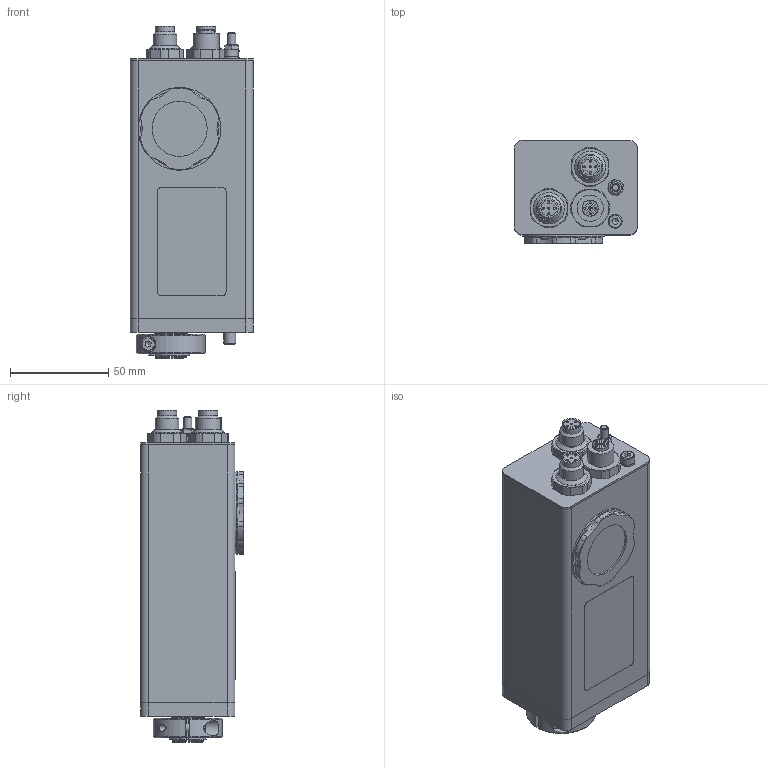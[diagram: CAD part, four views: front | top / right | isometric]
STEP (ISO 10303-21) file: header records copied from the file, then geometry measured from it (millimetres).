
FILE_DESCRIPTION(/* description */ ('Grundgestell PSW31x-14/33x-14'),/* implementation_level */ '2;1');
FILE_NAME(/* name */ 'PSW31x33x-14.stp',/* time_stamp */ '2015-08-25T14:42:38+02:00',/* author */ ('nwolf'),/* organization */ (''),/* preprocessor_version */ 'ST-DEVELOPER v15.6',/* originating_system */ 'Autodesk Inventor 2015',/* authorisation */ '');
FILE_SCHEMA (('AUTOMOTIVE_DESIGN { 1 0 10303 214 3 1 1 }'));
Length unit declared in the file: millimetre
Products named in the file (35): 1020.006223M; DIN 625 SKF - SKF 61803; DIN 912 - M4 x 0,7 x 16 x 14,25; 1230.007924M; ENG-002766; 1190.000694M; 1200.008084M; 1290.002844M; DIN 471 - 16x1; DIN 913 - M3 x 3; ENG-003946; 1010.003423M; 1290.003944M; 1290.003954M; 1510.000849M; 1450.001239M; 1020.006353M; ENG-000175; ENG-001150; ENG-001218; ENG-002844; ENG-000176; ENG-001140; ENG-002845; ENG-002846; DIN 912 - M4 x 0,7 x 8 x 6,25; DIN 6797 - A 4,3; DIN 934 - M4 x 0,7; ENG-002913; ENG-003597; ENG-003945; 7000.000654MB; 7005.001714MB; ENG-003086; 7300.011893M
Assembly tree (43 placements, depth 5):
  7300.011893M
    ENG-003945
      ENG-003946
        1020.006223M
        DIN 625 SKF - SKF 61803
        DIN 912 - M4 x 0,7 x 16 x 14,25
        1230.007924M
        ENG-002766
        1190.000694M
        1200.008084M
        1290.002844M
        DIN 471 - 16x1
        DIN 913 - M3 x 3  x2
      1010.003423M
      1290.003944M
      1290.003954M
      1510.000849M
      1450.001239M
      ENG-003597
        1020.006353M
        ENG-002844
          ENG-000175
          ENG-001150
          ENG-001218
        ENG-002845
          ENG-000176
          ENG-001140
          ENG-001218
        ENG-002846
          ENG-000175
          ENG-001140
          ENG-001218
        DIN 912 - M4 x 0,7 x 8 x 6,25
        DIN 6797 - A 4,3  x2
        DIN 934 - M4 x 0,7  x2
        ENG-002913  x2
        DIN 912 - M4 x 0,7 x 16 x 14,25
    7000.000654MB
    7005.001714MB
    ENG-003086
Bounding box: 62.6 x 52.7 x 168.75 mm (x, y, z)
Volume: 87756.2 mm3; surface area: 104095.4 mm2
Topology: 39 solids, 39 shells, 1758 faces, 4386 edges, 2903 vertices
Faces by surface type: plane 1172, cylinder 314, bspline 138, cone 64, torus 58, sphere 12
Full cylindrical faces by diameter (mm): 0.8 x11, 1 x15, 1.2 x1, 1.3 x4, 1.7 x2, 1.8 x1, 2 x2, 2.459 x5, 3 x2, 3.242 x2, 3.459 x4, 4 x3, 4.3 x2, 4.5 x2, 4.955 x2, 5 x2, 5.96 x1, 6 x3, 7 x6, 8 x6, 8.2 x1, 8.3 x1, 9 x1, 9.6 x2, 10 x1, 12 x5, 13.3 x1, 14 x1, 14.4 x1, 16 x6
Entity records: 49862 total; most frequent: CARTESIAN_POINT 12346, ORIENTED_EDGE 7514, DIRECTION 7203, EDGE_CURVE 3757, VERTEX_POINT 2575, LINE 2427, VECTOR 2427, AXIS2_PLACEMENT_3D 2388
